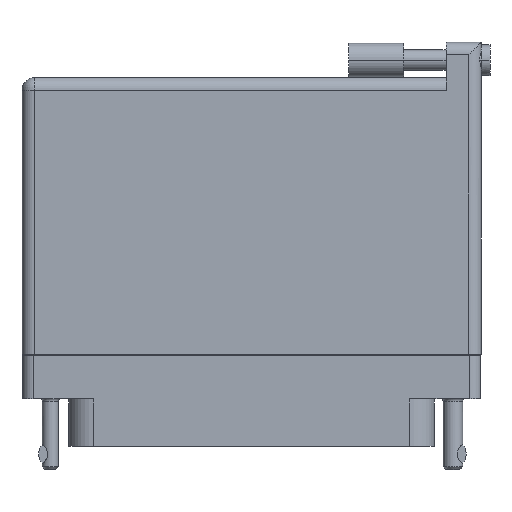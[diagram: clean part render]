
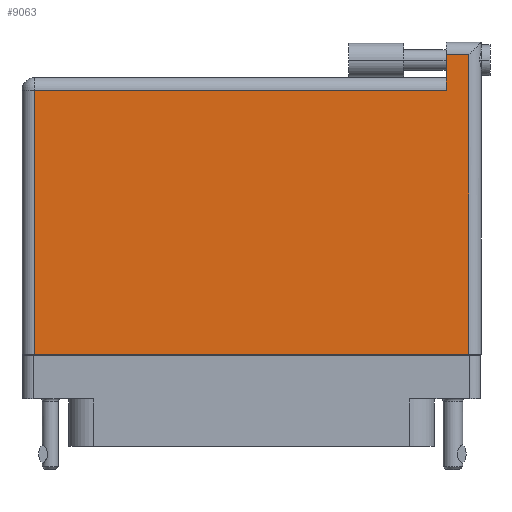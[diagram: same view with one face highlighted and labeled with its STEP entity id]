
A CAD part, front view. The second image highlights one B-rep face of the part: STEP entity #9063.
In plain terms, the highlighted face is planar.
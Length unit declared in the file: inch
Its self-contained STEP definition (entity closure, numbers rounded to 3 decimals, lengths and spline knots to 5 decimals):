
#733 = EDGE_CURVE ( 'NONE', #18963, #43908, #26034, .T. ) ;
#1921 = LINE ( 'NONE', #20976, #28381 ) ;
#3753 = EDGE_CURVE ( 'NONE', #18128, #54165, #52804, .T. ) ;
#6769 = DIRECTION ( 'NONE',  ( -1., 0., 0. ) ) ;
#6918 = ORIENTED_EDGE ( 'NONE', *, *, #15813, .T. ) ;
#7802 = LINE ( 'NONE', #36186, #42395 ) ;
#9063 = ADVANCED_FACE ( 'NONE', ( #33444 ), #54280, .F. ) ;
#11528 = VECTOR ( 'NONE', #59466, 39.37008 ) ;
#12075 = DIRECTION ( 'NONE',  ( -1., 0., 0. ) ) ;
#12997 = CARTESIAN_POINT ( 'NONE',  ( 1.103, 1.596, 0.4495 ) ) ;
#13184 = CARTESIAN_POINT ( 'NONE',  ( 1.23, 1.596, 0.4495 ) ) ;
#14300 = CARTESIAN_POINT ( 'NONE',  ( 1.23, -0.1, 0.4495 ) ) ;
#14559 = CARTESIAN_POINT ( 'NONE',  ( -1.23, 1.396, 0.4495 ) ) ;
#15442 = ORIENTED_EDGE ( 'NONE', *, *, #733, .T. ) ;
#15813 = EDGE_CURVE ( 'NONE', #54165, #22040, #7802, .T. ) ;
#15831 = DIRECTION ( 'NONE',  ( 0., 1., 0. ) ) ;
#18128 = VERTEX_POINT ( 'NONE', #12997 ) ;
#18963 = VERTEX_POINT ( 'NONE', #14300 ) ;
#19748 = VECTOR ( 'NONE', #58591, 39.37008 ) ;
#20359 = CARTESIAN_POINT ( 'NONE',  ( 1.23, 1.666, 0.4495 ) ) ;
#20976 = CARTESIAN_POINT ( 'NONE',  ( -1.3, 1.596, 0.4495 ) ) ;
#21785 = EDGE_LOOP ( 'NONE', ( #24939, #15442, #39039, #41468, #6918, #32202 ) ) ;
#21885 = CARTESIAN_POINT ( 'NONE',  ( 1.103, 1.666, 0.4495 ) ) ;
#22040 = VERTEX_POINT ( 'NONE', #14559 ) ;
#24813 = VECTOR ( 'NONE', #31496, 39.37008 ) ;
#24939 = ORIENTED_EDGE ( 'NONE', *, *, #47384, .T. ) ;
#26034 = LINE ( 'NONE', #20359, #48897 ) ;
#28381 = VECTOR ( 'NONE', #12075, 39.37008 ) ;
#31496 = DIRECTION ( 'NONE',  ( 0., -1., 0. ) ) ;
#32202 = ORIENTED_EDGE ( 'NONE', *, *, #53042, .T. ) ;
#33444 = FACE_OUTER_BOUND ( 'NONE', #21785, .T. ) ;
#34968 = CARTESIAN_POINT ( 'NONE',  ( -1.3, 1.466, 0.4495 ) ) ;
#35868 = EDGE_CURVE ( 'NONE', #43908, #18128, #1921, .T. ) ;
#36186 = CARTESIAN_POINT ( 'NONE',  ( -1.3, 1.396, 0.4495 ) ) ;
#38841 = LINE ( 'NONE', #55528, #24813 ) ;
#39039 = ORIENTED_EDGE ( 'NONE', *, *, #35868, .T. ) ;
#40911 = DIRECTION ( 'NONE',  ( -1., 0., 0. ) ) ;
#41468 = ORIENTED_EDGE ( 'NONE', *, *, #3753, .T. ) ;
#42395 = VECTOR ( 'NONE', #40911, 39.37008 ) ;
#43908 = VERTEX_POINT ( 'NONE', #13184 ) ;
#44817 = DIRECTION ( 'NONE',  ( 0., 0., -1. ) ) ;
#47384 = EDGE_CURVE ( 'NONE', #52648, #18963, #50697, .T. ) ;
#48897 = VECTOR ( 'NONE', #15831, 39.37008 ) ;
#50697 = LINE ( 'NONE', #53898, #19748 ) ;
#52648 = VERTEX_POINT ( 'NONE', #54438 ) ;
#52804 = LINE ( 'NONE', #21885, #11528 ) ;
#53042 = EDGE_CURVE ( 'NONE', #22040, #52648, #38841, .T. ) ;
#53898 = CARTESIAN_POINT ( 'NONE',  ( -1.3, -0.1, 0.4495 ) ) ;
#54165 = VERTEX_POINT ( 'NONE', #58655 ) ;
#54280 = PLANE ( 'NONE',  #59823 ) ;
#54438 = CARTESIAN_POINT ( 'NONE',  ( -1.23, -0.1, 0.4495 ) ) ;
#55528 = CARTESIAN_POINT ( 'NONE',  ( -1.23, -0.1, 0.4495 ) ) ;
#58591 = DIRECTION ( 'NONE',  ( 1., 0., 0. ) ) ;
#58655 = CARTESIAN_POINT ( 'NONE',  ( 1.103, 1.396, 0.4495 ) ) ;
#59466 = DIRECTION ( 'NONE',  ( 0., -1., 0. ) ) ;
#59823 = AXIS2_PLACEMENT_3D ( 'NONE', #34968, #44817, #6769 ) ;
